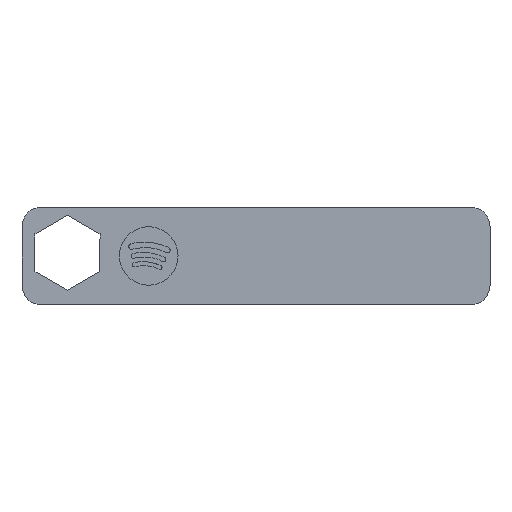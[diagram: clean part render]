
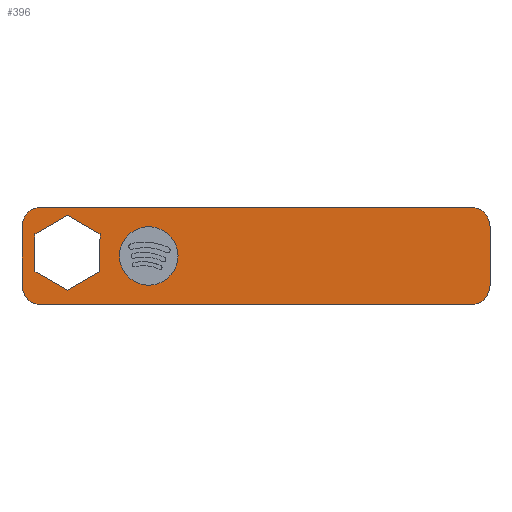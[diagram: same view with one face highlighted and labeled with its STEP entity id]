
A CAD part, top view. The second image highlights one B-rep face of the part: STEP entity #396.
In plain terms, the highlighted planar face has unit normal (0, 0, 1).
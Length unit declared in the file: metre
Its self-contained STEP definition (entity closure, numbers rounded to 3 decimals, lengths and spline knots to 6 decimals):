
#30=FACE_BOUND('',#77,.T.);
#31=FACE_BOUND('',#78,.T.);
#36=CIRCLE('',#435,0.003);
#37=CIRCLE('',#436,0.003);
#38=CIRCLE('',#437,0.003);
#39=CIRCLE('',#438,0.003);
#40=CIRCLE('',#439,0.0045);
#52=FACE_OUTER_BOUND('',#76,.T.);
#76=EDGE_LOOP('',(#290,#291,#292,#293,#294,#295,#296,#297));
#77=EDGE_LOOP('',(#298,#299,#300,#301,#302,#303));
#78=EDGE_LOOP('',(#304));
#100=LINE('',#565,#138);
#104=LINE('',#573,#142);
#107=LINE('',#579,#145);
#110=LINE('',#585,#148);
#113=LINE('',#591,#151);
#116=LINE('',#596,#154);
#118=LINE('',#601,#156);
#119=LINE('',#605,#157);
#120=LINE('',#609,#158);
#121=LINE('',#613,#159);
#138=VECTOR('',#463,0.01);
#142=VECTOR('',#469,0.01);
#145=VECTOR('',#474,0.01);
#148=VECTOR('',#479,0.01);
#151=VECTOR('',#484,0.01);
#154=VECTOR('',#489,0.01);
#156=VECTOR('',#493,1.);
#157=VECTOR('',#496,1.);
#158=VECTOR('',#499,1.);
#159=VECTOR('',#502,1.);
#176=VERTEX_POINT('',#563);
#177=VERTEX_POINT('',#564);
#180=VERTEX_POINT('',#572);
#182=VERTEX_POINT('',#578);
#184=VERTEX_POINT('',#584);
#186=VERTEX_POINT('',#590);
#188=VERTEX_POINT('',#599);
#189=VERTEX_POINT('',#600);
#190=VERTEX_POINT('',#602);
#191=VERTEX_POINT('',#604);
#192=VERTEX_POINT('',#606);
#193=VERTEX_POINT('',#608);
#194=VERTEX_POINT('',#610);
#195=VERTEX_POINT('',#612);
#196=VERTEX_POINT('',#615);
#212=EDGE_CURVE('',#176,#177,#100,.T.);
#216=EDGE_CURVE('',#180,#176,#104,.T.);
#219=EDGE_CURVE('',#182,#180,#107,.T.);
#222=EDGE_CURVE('',#184,#182,#110,.T.);
#225=EDGE_CURVE('',#186,#184,#113,.T.);
#228=EDGE_CURVE('',#177,#186,#116,.T.);
#230=EDGE_CURVE('',#188,#189,#118,.T.);
#231=EDGE_CURVE('',#189,#190,#36,.T.);
#232=EDGE_CURVE('',#190,#191,#119,.T.);
#233=EDGE_CURVE('',#191,#192,#37,.T.);
#234=EDGE_CURVE('',#192,#193,#120,.T.);
#235=EDGE_CURVE('',#193,#194,#38,.T.);
#236=EDGE_CURVE('',#195,#194,#121,.T.);
#237=EDGE_CURVE('',#195,#188,#39,.T.);
#238=EDGE_CURVE('',#196,#196,#40,.T.);
#290=ORIENTED_EDGE('',*,*,#230,.T.);
#291=ORIENTED_EDGE('',*,*,#231,.T.);
#292=ORIENTED_EDGE('',*,*,#232,.T.);
#293=ORIENTED_EDGE('',*,*,#233,.T.);
#294=ORIENTED_EDGE('',*,*,#234,.T.);
#295=ORIENTED_EDGE('',*,*,#235,.T.);
#296=ORIENTED_EDGE('',*,*,#236,.F.);
#297=ORIENTED_EDGE('',*,*,#237,.T.);
#298=ORIENTED_EDGE('',*,*,#212,.T.);
#299=ORIENTED_EDGE('',*,*,#228,.T.);
#300=ORIENTED_EDGE('',*,*,#225,.T.);
#301=ORIENTED_EDGE('',*,*,#222,.T.);
#302=ORIENTED_EDGE('',*,*,#219,.T.);
#303=ORIENTED_EDGE('',*,*,#216,.T.);
#304=ORIENTED_EDGE('',*,*,#238,.F.);
#380=PLANE('',#434);
#396=ADVANCED_FACE('',(#52,#30,#31),#380,.T.);
#434=AXIS2_PLACEMENT_3D('',#598,#491,#492);
#435=AXIS2_PLACEMENT_3D('',#603,#494,#495);
#436=AXIS2_PLACEMENT_3D('',#607,#497,#498);
#437=AXIS2_PLACEMENT_3D('',#611,#500,#501);
#438=AXIS2_PLACEMENT_3D('',#614,#503,#504);
#439=AXIS2_PLACEMENT_3D('',#616,#505,#506);
#463=DIRECTION('',(0.866,-0.5,0.));
#469=DIRECTION('',(0.866,0.5,0.));
#474=DIRECTION('',(0.,1.,0.));
#479=DIRECTION('',(-0.866,0.5,0.));
#484=DIRECTION('',(-0.866,-0.5,0.));
#489=DIRECTION('',(0.,-1.,0.));
#491=DIRECTION('center_axis',(0.,0.,1.));
#492=DIRECTION('ref_axis',(1.,0.,0.));
#493=DIRECTION('',(0.,-1.,0.));
#494=DIRECTION('center_axis',(0.,0.,1.));
#495=DIRECTION('ref_axis',(1.,0.,0.));
#496=DIRECTION('',(1.,0.,0.));
#497=DIRECTION('center_axis',(0.,0.,1.));
#498=DIRECTION('ref_axis',(1.,0.,0.));
#499=DIRECTION('',(0.,1.,0.));
#500=DIRECTION('center_axis',(0.,0.,1.));
#501=DIRECTION('ref_axis',(1.,0.,0.));
#502=DIRECTION('',(1.,0.,0.));
#503=DIRECTION('center_axis',(0.,0.,1.));
#504=DIRECTION('ref_axis',(1.,0.,0.));
#505=DIRECTION('center_axis',(0.,0.,1.));
#506=DIRECTION('ref_axis',(1.,0.,0.));
#563=CARTESIAN_POINT('',(-0.005,0.013774,0.003));
#564=CARTESIAN_POINT('',(0.,0.010887,0.003));
#565=CARTESIAN_POINT('',(0.009483,0.005412,0.003));
#572=CARTESIAN_POINT('',(-0.01,0.010887,0.003));
#573=CARTESIAN_POINT('',(0.004267,0.019124,0.003));
#578=CARTESIAN_POINT('',(-0.01,0.005113,0.003));
#579=CARTESIAN_POINT('',(-0.01,0.006307,0.003));
#584=CARTESIAN_POINT('',(-0.005,0.002226,0.003));
#585=CARTESIAN_POINT('',(0.006983,-0.004692,0.003));
#590=CARTESIAN_POINT('',(0.,0.005113,0.003));
#591=CARTESIAN_POINT('',(0.011767,0.011907,0.003));
#596=CARTESIAN_POINT('',(0.,0.009193,0.003));
#598=CARTESIAN_POINT('Origin',(0.03,0.0075,0.003));
#599=CARTESIAN_POINT('',(-0.012,0.012,0.003));
#600=CARTESIAN_POINT('',(-0.012,0.003,0.003));
#601=CARTESIAN_POINT('',(-0.012,0.0075,0.003));
#602=CARTESIAN_POINT('',(-0.009,0.,0.003));
#603=CARTESIAN_POINT('Origin',(-0.009,0.003,0.003));
#604=CARTESIAN_POINT('',(0.057,0.,0.003));
#605=CARTESIAN_POINT('',(0.03,0.,0.003));
#606=CARTESIAN_POINT('',(0.06,0.003,0.003));
#607=CARTESIAN_POINT('Origin',(0.057,0.003,0.003));
#608=CARTESIAN_POINT('',(0.06,0.012,0.003));
#609=CARTESIAN_POINT('',(0.06,0.0075,0.003));
#610=CARTESIAN_POINT('',(0.057,0.015,0.003));
#611=CARTESIAN_POINT('Origin',(0.057,0.012,0.003));
#612=CARTESIAN_POINT('',(-0.009,0.015,0.003));
#613=CARTESIAN_POINT('',(0.03,0.015,0.003));
#614=CARTESIAN_POINT('Origin',(-0.009,0.012,0.003));
#615=CARTESIAN_POINT('',(0.012,0.0075,0.003));
#616=CARTESIAN_POINT('Origin',(0.0075,0.0075,0.003));
